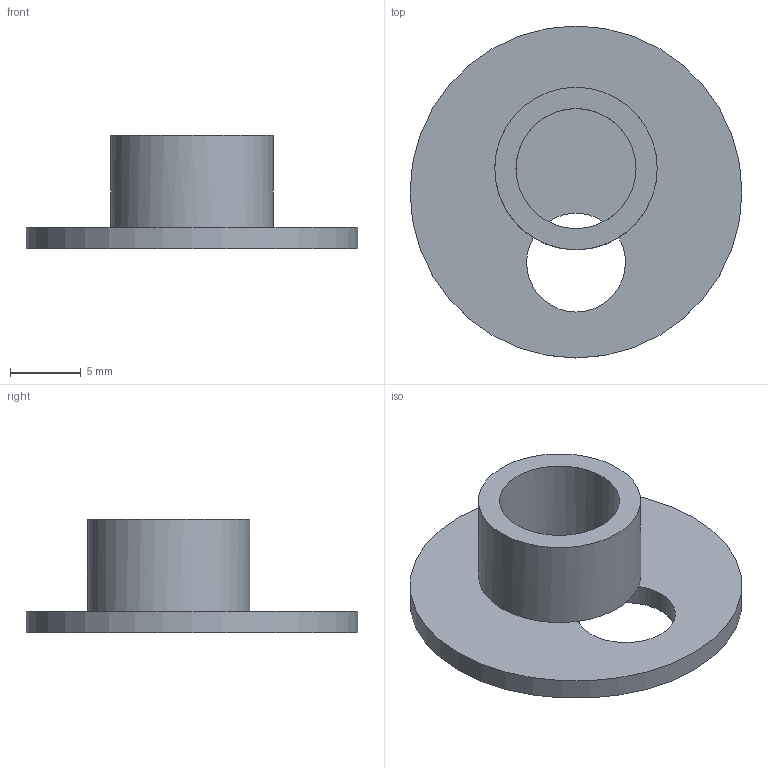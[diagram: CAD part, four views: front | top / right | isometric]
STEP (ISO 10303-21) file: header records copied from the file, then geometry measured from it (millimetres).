
FILE_DESCRIPTION(('FreeCAD Model'),'2;1');
FILE_NAME('Open CASCADE Shape Model','2023-11-11T11:17:30',(''),(''), 'Open CASCADE STEP processor 7.6','FreeCAD','Unknown');
FILE_SCHEMA(('AUTOMOTIVE_DESIGN { 1 0 10303 214 1 1 1 1 }'));
Length unit declared in the file: millimetre
Products named in the file (1): Apextrooper plunger spring bearing guide 1A
Bounding box: 23.5 x 23.5 x 8 mm (x, y, z)
Volume: 836.8 mm3; surface area: 1405.1 mm2
Topology: 1 solids, 1 shells, 17 faces, 45 edges, 29 vertices
Faces by surface type: plane 9, cylinder 8
Full cylindrical faces by diameter (mm): 7 x1, 8.5 x1, 11.5 x1, 23.5 x1
Entity records: 1185 total; most frequent: CARTESIAN_POINT 218, DIRECTION 202, ORIENTED_EDGE 90, PCURVE 90, DEFINITIONAL_REPRESENTATION 90, CIRCLE 73, LINE 56, VECTOR 56
